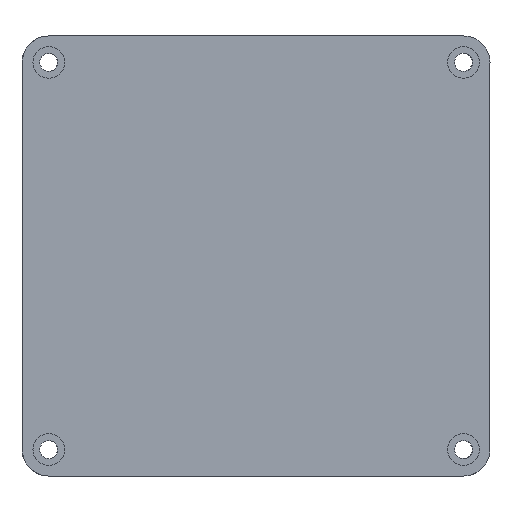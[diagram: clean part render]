
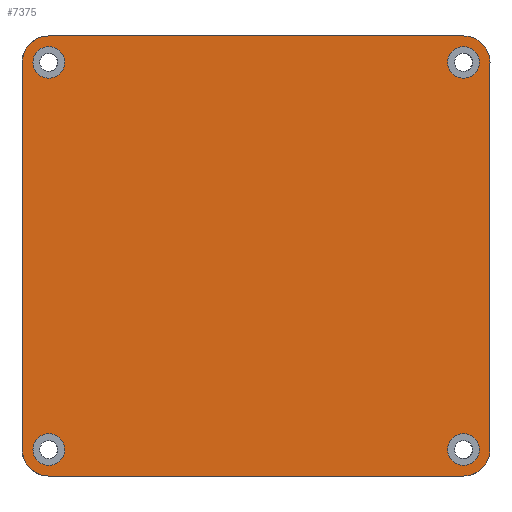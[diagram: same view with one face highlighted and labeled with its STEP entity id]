
A CAD part, front view. The second image highlights one B-rep face of the part: STEP entity #7375.
In plain terms, the highlighted planar face has unit normal (0, -1, 0).
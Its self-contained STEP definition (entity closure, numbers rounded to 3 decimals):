
#736=FACE_BOUND('',#1354,.T.);
#737=FACE_BOUND('',#1355,.T.);
#738=FACE_BOUND('',#1356,.T.);
#739=FACE_BOUND('',#1357,.T.);
#792=PLANE('',#7832);
#939=FACE_OUTER_BOUND('',#1353,.T.);
#1353=EDGE_LOOP('',(#5116,#5117,#5118,#5119,#5120,#5121,#5122,#5123));
#1354=EDGE_LOOP('',(#5124));
#1355=EDGE_LOOP('',(#5125));
#1356=EDGE_LOOP('',(#5126));
#1357=EDGE_LOOP('',(#5127));
#1789=LINE('',#9174,#2402);
#1803=LINE('',#9218,#2416);
#1806=LINE('',#9226,#2419);
#1808=LINE('',#9232,#2421);
#2402=VECTOR('',#8057,10.);
#2416=VECTOR('',#8093,10.);
#2419=VECTOR('',#8102,10.);
#2421=VECTOR('',#8110,10.);
#3012=CIRCLE('',#7793,5.);
#3020=CIRCLE('',#7804,5.);
#3021=CIRCLE('',#7807,5.);
#3022=CIRCLE('',#7810,5.);
#3024=CIRCLE('',#7820,3.);
#3026=CIRCLE('',#7823,3.);
#3028=CIRCLE('',#7826,3.);
#3030=CIRCLE('',#7829,3.);
#3085=VERTEX_POINT('',#9164);
#3086=VERTEX_POINT('',#9166);
#3088=VERTEX_POINT('',#9172);
#3106=VERTEX_POINT('',#9212);
#3107=VERTEX_POINT('',#9216);
#3108=VERTEX_POINT('',#9220);
#3109=VERTEX_POINT('',#9224);
#3110=VERTEX_POINT('',#9228);
#3120=VERTEX_POINT('',#9265);
#3122=VERTEX_POINT('',#9271);
#3124=VERTEX_POINT('',#9277);
#3126=VERTEX_POINT('',#9283);
#3855=EDGE_CURVE('',#3085,#3086,#3012,.T.);
#3859=EDGE_CURVE('',#3085,#3088,#1789,.T.);
#3879=EDGE_CURVE('',#3106,#3088,#3020,.T.);
#3881=EDGE_CURVE('',#3106,#3107,#1803,.T.);
#3883=EDGE_CURVE('',#3108,#3107,#3021,.T.);
#3885=EDGE_CURVE('',#3108,#3109,#1806,.T.);
#3887=EDGE_CURVE('',#3110,#3109,#3022,.T.);
#3888=EDGE_CURVE('',#3110,#3086,#1808,.T.);
#3906=EDGE_CURVE('',#3120,#3120,#3024,.T.);
#3909=EDGE_CURVE('',#3122,#3122,#3026,.T.);
#3912=EDGE_CURVE('',#3124,#3124,#3028,.T.);
#3915=EDGE_CURVE('',#3126,#3126,#3030,.T.);
#5116=ORIENTED_EDGE('',*,*,#3855,.F.);
#5117=ORIENTED_EDGE('',*,*,#3859,.T.);
#5118=ORIENTED_EDGE('',*,*,#3879,.F.);
#5119=ORIENTED_EDGE('',*,*,#3881,.T.);
#5120=ORIENTED_EDGE('',*,*,#3883,.F.);
#5121=ORIENTED_EDGE('',*,*,#3885,.T.);
#5122=ORIENTED_EDGE('',*,*,#3887,.F.);
#5123=ORIENTED_EDGE('',*,*,#3888,.T.);
#5124=ORIENTED_EDGE('',*,*,#3909,.F.);
#5125=ORIENTED_EDGE('',*,*,#3915,.F.);
#5126=ORIENTED_EDGE('',*,*,#3906,.F.);
#5127=ORIENTED_EDGE('',*,*,#3912,.F.);
#7375=ADVANCED_FACE('',(#939,#736,#737,#738,#739),#792,.F.);
#7793=AXIS2_PLACEMENT_3D('',#9167,#8050,#8051);
#7804=AXIS2_PLACEMENT_3D('',#9214,#8088,#8089);
#7807=AXIS2_PLACEMENT_3D('',#9222,#8097,#8098);
#7810=AXIS2_PLACEMENT_3D('',#9230,#8106,#8107);
#7820=AXIS2_PLACEMENT_3D('',#9267,#8143,#8144);
#7823=AXIS2_PLACEMENT_3D('',#9273,#8150,#8151);
#7826=AXIS2_PLACEMENT_3D('',#9279,#8157,#8158);
#7829=AXIS2_PLACEMENT_3D('',#9285,#8164,#8165);
#7832=AXIS2_PLACEMENT_3D('',#9289,#8171,#8172);
#8050=DIRECTION('center_axis',(0.,1.,0.));
#8051=DIRECTION('ref_axis',(0.707,0.,0.707));
#8057=DIRECTION('',(-1.,0.,0.));
#8088=DIRECTION('center_axis',(0.,1.,0.));
#8089=DIRECTION('ref_axis',(-0.707,0.,0.707));
#8093=DIRECTION('',(0.,0.,-1.));
#8097=DIRECTION('center_axis',(0.,1.,0.));
#8098=DIRECTION('ref_axis',(-0.707,0.,-0.707));
#8102=DIRECTION('',(1.,0.,0.));
#8106=DIRECTION('center_axis',(0.,1.,0.));
#8107=DIRECTION('ref_axis',(0.707,0.,-0.707));
#8110=DIRECTION('',(0.,0.,1.));
#8143=DIRECTION('center_axis',(0.,-1.,0.));
#8144=DIRECTION('ref_axis',(1.,0.,0.));
#8150=DIRECTION('center_axis',(0.,-1.,0.));
#8151=DIRECTION('ref_axis',(1.,0.,0.));
#8157=DIRECTION('center_axis',(0.,-1.,0.));
#8158=DIRECTION('ref_axis',(1.,0.,0.));
#8164=DIRECTION('center_axis',(0.,-1.,0.));
#8165=DIRECTION('ref_axis',(1.,0.,0.));
#8171=DIRECTION('center_axis',(0.,1.,0.));
#8172=DIRECTION('ref_axis',(1.,0.,0.));
#9164=CARTESIAN_POINT('',(39.672,0.,10.461));
#9166=CARTESIAN_POINT('',(44.672,0.,5.461));
#9167=CARTESIAN_POINT('Origin',(39.672,0.,5.461));
#9172=CARTESIAN_POINT('',(-38.728,0.,10.461));
#9174=CARTESIAN_POINT('',(44.672,0.,10.461));
#9212=CARTESIAN_POINT('',(-43.728,0.,5.461));
#9214=CARTESIAN_POINT('Origin',(-38.728,0.,5.461));
#9216=CARTESIAN_POINT('',(-43.728,0.,-67.739));
#9218=CARTESIAN_POINT('',(-43.728,0.,10.461));
#9220=CARTESIAN_POINT('',(-38.728,0.,-72.739));
#9222=CARTESIAN_POINT('Origin',(-38.728,0.,-67.739));
#9224=CARTESIAN_POINT('',(39.672,0.,-72.739));
#9226=CARTESIAN_POINT('',(-43.728,0.,-72.739));
#9228=CARTESIAN_POINT('',(44.672,0.,-67.739));
#9230=CARTESIAN_POINT('Origin',(39.672,0.,-67.739));
#9232=CARTESIAN_POINT('',(44.672,0.,-72.739));
#9265=CARTESIAN_POINT('',(-41.728,0.,-67.739));
#9267=CARTESIAN_POINT('Origin',(-38.728,0.,-67.739));
#9271=CARTESIAN_POINT('',(36.672,0.,-67.739));
#9273=CARTESIAN_POINT('Origin',(39.672,0.,-67.739));
#9277=CARTESIAN_POINT('',(36.672,0.,5.461));
#9279=CARTESIAN_POINT('Origin',(39.672,0.,5.461));
#9283=CARTESIAN_POINT('',(-41.728,0.,5.461));
#9285=CARTESIAN_POINT('Origin',(-38.728,0.,5.461));
#9289=CARTESIAN_POINT('Origin',(0.472,0.,-31.139));
